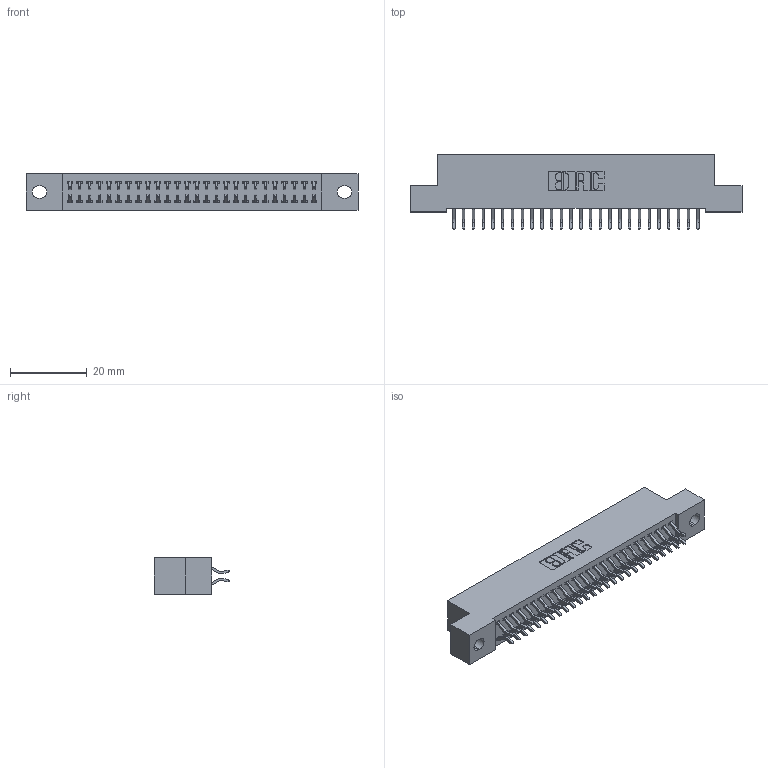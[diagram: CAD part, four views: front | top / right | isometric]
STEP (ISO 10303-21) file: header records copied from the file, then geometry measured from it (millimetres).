
FILE_DESCRIPTION (( 'STEP AP203' ), '1' );
FILE_NAME ('392-052-556-202.STEP', '2019-10-08T12:47:49', ( '' ), ( '' ), 'SwSTEP 2.0', 'SolidWorks 2016', '' );
FILE_SCHEMA (( 'CONFIG_CONTROL_DESIGN' ));
Length unit declared in the file: inch
Products named in the file (3): 392-052-556-202; 342 Part_.128 Slot; 345-292-001_556 Tail
Assembly tree (53 placements, depth 2):
  392-052-556-202
    342 Part_.128 Slot
    345-292-001_556 Tail  x52
Bounding box: 86.36 x 19.58 x 9.4 mm (x, y, z)
Volume: 7630.2 mm3; surface area: 11734.9 mm2
Topology: 53 solids, 53 shells, 3130 faces, 9307 edges, 6134 vertices
Faces by surface type: plane 2150, cylinder 980
Entity records: 19019 total; most frequent: CARTESIAN_POINT 3186, ORIENTED_EDGE 3110, DIRECTION 2739, EDGE_CURVE 1555, VECTOR 1419, LINE 1419, VERTEX_POINT 1034, AXIS2_PLACEMENT_3D 660
